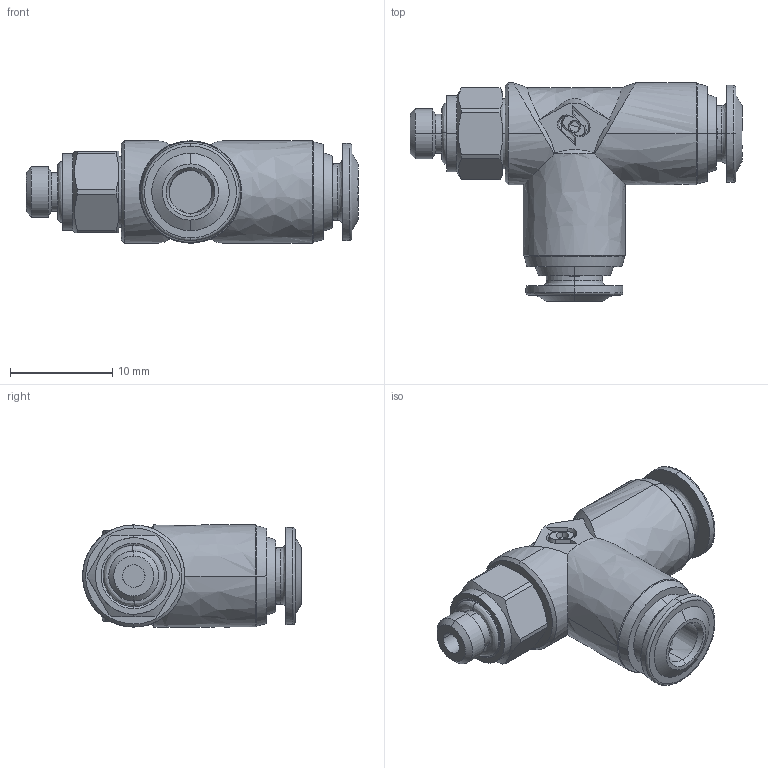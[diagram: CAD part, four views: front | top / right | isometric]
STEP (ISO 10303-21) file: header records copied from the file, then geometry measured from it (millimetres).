
FILE_DESCRIPTION (( 'STEP AP214' ), '1' );
FILE_NAME ('PST04-M5_ME.STEP', '2018-09-06T13:20:23', ( '' ), ( '' ), 'SwSTEP 2.0', 'SolidWorks 2018', '' );
FILE_SCHEMA (( 'AUTOMOTIVE_DESIGN' ));
Length unit declared in the file: millimetre
Products named in the file (1): PST04-M5_ME
Bounding box: 32.5 x 21.4 x 10 mm (x, y, z)
Volume: 2690.4 mm3; surface area: 1798.6 mm2
Topology: 1 solids, 1 shells, 185 faces, 474 edges, 309 vertices
Faces by surface type: bspline 185
Entity records: 8585 total; most frequent: CARTESIAN_POINT 5729, ORIENTED_EDGE 948, EDGE_CURVE 474, B_SPLINE_CURVE_WITH_KNOTS 346, VERTEX_POINT 309, EDGE_LOOP 211, FACE_OUTER_BOUND 185, ADVANCED_FACE 185
